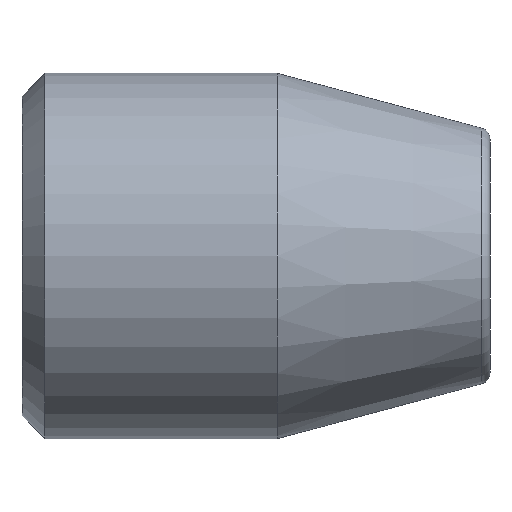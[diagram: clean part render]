
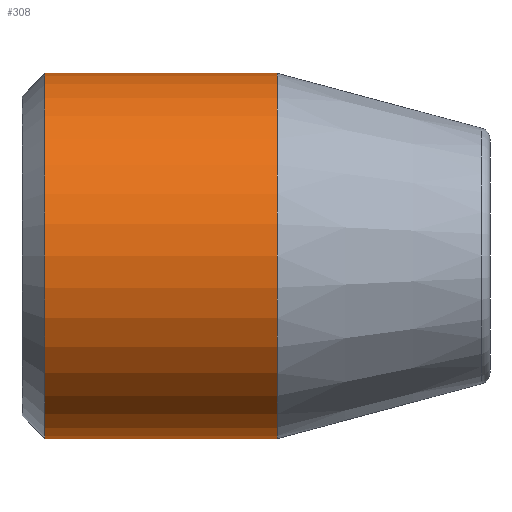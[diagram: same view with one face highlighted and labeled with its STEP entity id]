
A CAD part, front view. The second image highlights one B-rep face of the part: STEP entity #308.
In plain terms, the highlighted cylindrical face has radius 8 mm (diameter 16 mm), a full revolution.
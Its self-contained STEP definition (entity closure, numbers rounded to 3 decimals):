
#15 = EDGE_CURVE ( 'NONE', #626, #626, #611, .T. ) ;
#28 = CARTESIAN_POINT ( 'NONE',  ( 1., 0., 0. ) ) ;
#39 = EDGE_LOOP ( 'NONE', ( #438 ) ) ;
#79 = DIRECTION ( 'NONE',  ( -1., 0., 0. ) ) ;
#97 = CIRCLE ( 'NONE', #557, 8. ) ;
#189 = EDGE_CURVE ( 'NONE', #394, #394, #97, .T. ) ;
#250 = CARTESIAN_POINT ( 'NONE',  ( -3.622, 0., 0. ) ) ;
#254 = EDGE_LOOP ( 'NONE', ( #545 ) ) ;
#308 = ADVANCED_FACE ( 'NONE', ( #544, #629 ), #559, .T. ) ;
#329 = DIRECTION ( 'NONE',  ( 0., 0., 1. ) ) ;
#350 = AXIS2_PLACEMENT_3D ( 'NONE', #28, #79, #469 ) ;
#394 = VERTEX_POINT ( 'NONE', #431 ) ;
#397 = DIRECTION ( 'NONE',  ( -1., 0., 0. ) ) ;
#431 = CARTESIAN_POINT ( 'NONE',  ( 11.17, 0., 8. ) ) ;
#438 = ORIENTED_EDGE ( 'NONE', *, *, #15, .F. ) ;
#442 = CARTESIAN_POINT ( 'NONE',  ( 1., 0., 8. ) ) ;
#456 = DIRECTION ( 'NONE',  ( 0., 0., 1. ) ) ;
#469 = DIRECTION ( 'NONE',  ( 0., 0., 1. ) ) ;
#495 = AXIS2_PLACEMENT_3D ( 'NONE', #250, #397, #456 ) ;
#535 = DIRECTION ( 'NONE',  ( -1., 0., 0. ) ) ;
#544 = FACE_OUTER_BOUND ( 'NONE', #39, .T. ) ;
#545 = ORIENTED_EDGE ( 'NONE', *, *, #189, .T. ) ;
#557 = AXIS2_PLACEMENT_3D ( 'NONE', #622, #535, #329 ) ;
#559 = CYLINDRICAL_SURFACE ( 'NONE', #495, 8. ) ;
#611 = CIRCLE ( 'NONE', #350, 8. ) ;
#622 = CARTESIAN_POINT ( 'NONE',  ( 11.17, 0., 0. ) ) ;
#626 = VERTEX_POINT ( 'NONE', #442 ) ;
#629 = FACE_OUTER_BOUND ( 'NONE', #254, .T. ) ;
